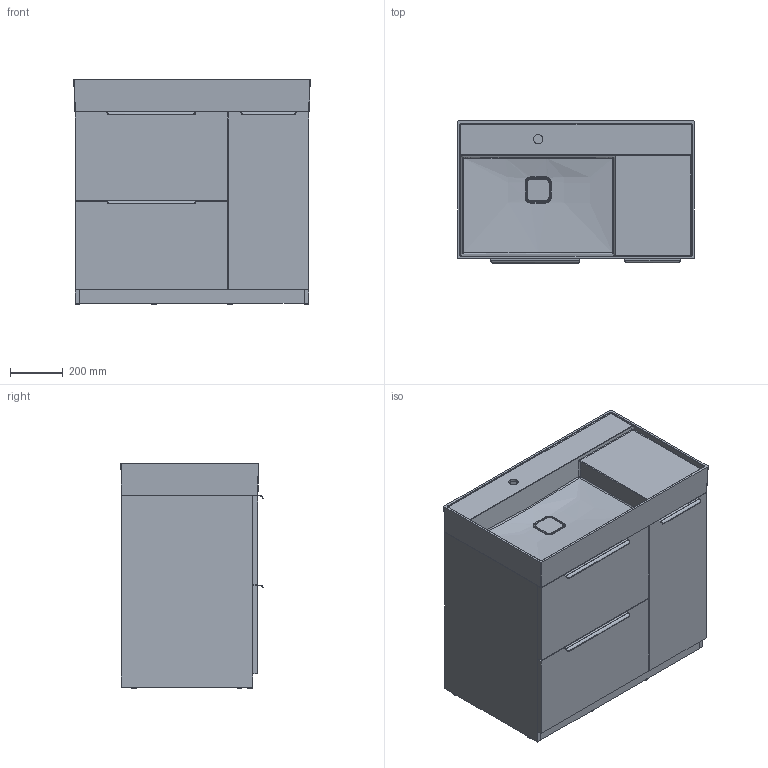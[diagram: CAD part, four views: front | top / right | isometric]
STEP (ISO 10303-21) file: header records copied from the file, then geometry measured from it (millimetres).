
FILE_DESCRIPTION(/* description */ (''),/* implementation_level */ '2;1');
FILE_NAME(/* name */ 'Alba-SOUL 900.stp',/* time_stamp */ '2025-10-17T14:48:30+03:00',/* author */ ('ya'),/* organization */ (''),/* preprocessor_version */ 'ST-DEVELOPER v18.1',/* originating_system */ 'Autodesk Inventor 2022',/* authorisation */ '');
FILE_SCHEMA (('AUTOMOTIVE_DESIGN { 1 0 10303 214 3 1 1 }'));
Products named in the file (6): Alba-SOUL 900_2; Alba-SOUL 900; Soul 900; Кошик для білизни 
300мм W=230 L=250 H=580 білий; Ручка LT22 192_212 чорний 
матовий; Ручка LT22 320_340 чорний 
матовий
Assembly tree (6 placements, depth 2):
  Alba-SOUL 900_2
    Alba-SOUL 900
    Soul 900
    Кошик для білизни 
300мм W=230 L=250 H=580 білий
    Ручка LT22 192_212 чорний 
матовий
    Ручка LT22 320_340 чорний 
матовий  x2
Bounding box: 900 x 540.42 x 855 mm (x, y, z)
Volume: 95757861.7 mm3; surface area: 9487507.9 mm2
Topology: 35 solids, 35 shells, 598 faces, 1343 edges, 810 vertices
Faces by surface type: plane 268, cylinder 142, bspline 141, sphere 26, torus 14, cone 7
Full cylindrical faces by diameter (mm): 6 x4, 7 x4, 10 x4, 18 x6, 35 x1
Entity records: 36736 total; most frequent: CARTESIAN_POINT 24285, ORIENTED_EDGE 2598, DIRECTION 2367, EDGE_CURVE 1299, AXIS2_PLACEMENT_3D 857, VERTEX_POINT 788, LINE 653, VECTOR 653
